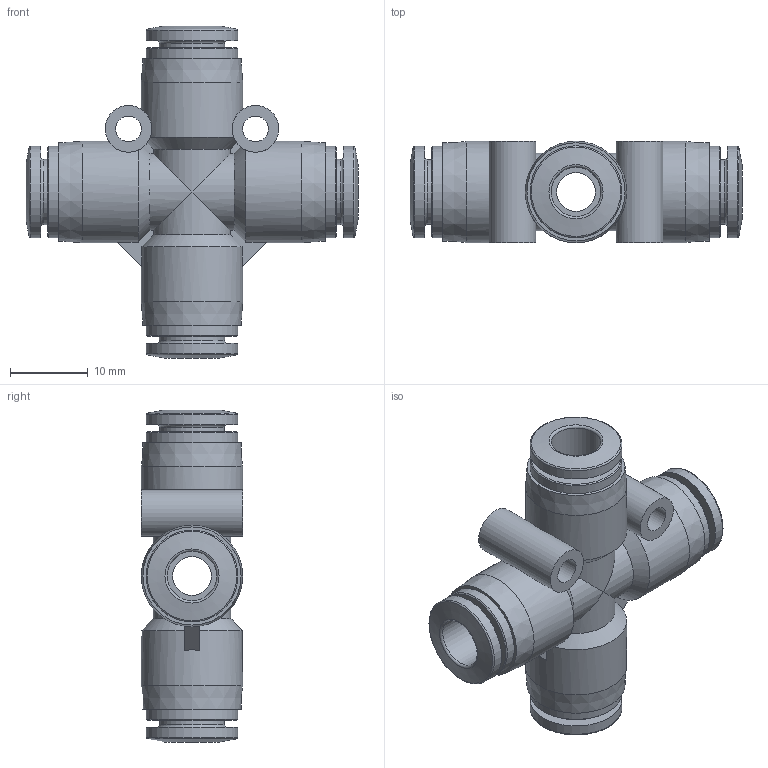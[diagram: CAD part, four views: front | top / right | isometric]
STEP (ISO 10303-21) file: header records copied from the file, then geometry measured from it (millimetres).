
FILE_DESCRIPTION(/* description */ ('STEP AP214'),/* implementation_level */ '2;1');
FILE_NAME(/* name */ '564780_QBX-1_4T-U',/* time_stamp */ '2024-09-14T04:43:11+02:00',/* author */ ('License CC BY-ND 4.0'),/* organization */ ('CADENAS'),/* preprocessor_version */ 'ST-DEVELOPER v19.3',/* originating_system */ 'PARTsolutions',/* authorisation */ ' ');
FILE_SCHEMA (('AUTOMOTIVE_DESIGN {1 0 10303 214 3 1 1}'));
Length unit declared in the file: millimetre
Products named in the file (1): 564780 QBX-1/4T-U
Bounding box: 42.6 x 13 x 42.6 mm (x, y, z)
Volume: 6638.7 mm3; surface area: 5669 mm2
Topology: 1 solids, 1 shells, 98 faces, 219 edges, 135 vertices
Faces by surface type: cylinder 36, plane 30, cone 20, torus 12
Full cylindrical faces by diameter (mm): 3.3 x2, 5 x4, 6 x2, 6.35 x4, 8.35 x4, 11.8 x8, 13 x4
Entity records: 3200 total; most frequent: CARTESIAN_POINT 512, DIRECTION 434, ORIENTED_EDGE 320, AXIS2_PLACEMENT_3D 203, EDGE_LOOP 172, FACE_BOUND 172, EDGE_CURVE 160, VERTEX_POINT 128
